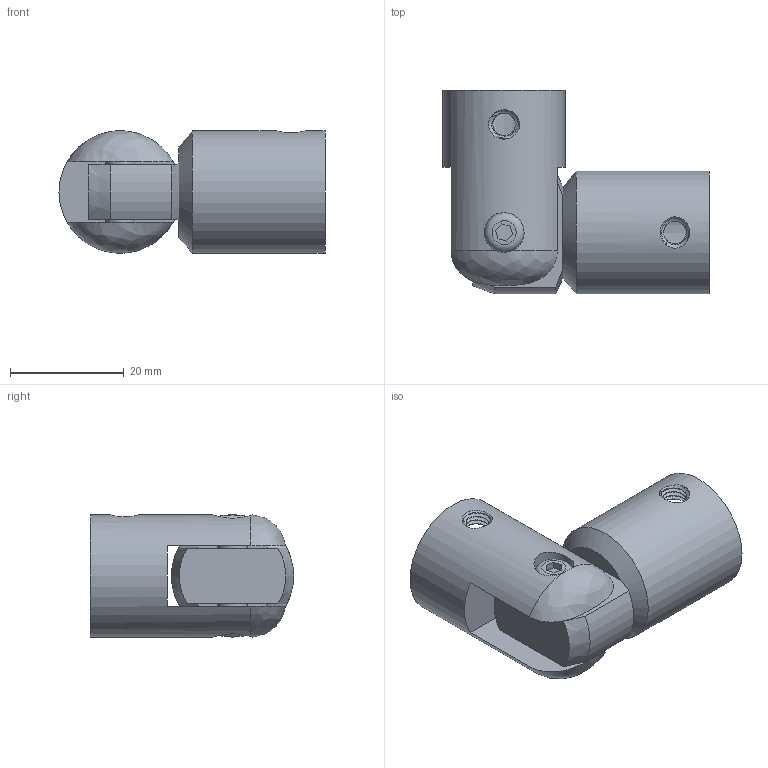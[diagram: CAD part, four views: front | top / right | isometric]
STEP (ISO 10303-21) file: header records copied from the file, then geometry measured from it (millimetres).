
FILE_DESCRIPTION(/* description */ (''),/* implementation_level */ '2;1');
FILE_NAME(/* name */ 'Traversenhalter_X205.stp',/* time_stamp */ '2017-08-11T12:34:03+02:00',/* author */ (''),/* organization */ (''),/* preprocessor_version */ 'ST-DEVELOPER v16',/* originating_system */ 'SIEMENS PLM Software NX 11.0',/* authorisation */ '');
FILE_SCHEMA (('AUTOMOTIVE_DESIGN { 1 0 10303 214 3 1 1 1 }'));
Length unit declared in the file: millimetre
Products named in the file (1): Goge38A47EB9in11
Bounding box: 46.75 x 35.75 x 21.5 mm (x, y, z)
Volume: 14211.5 mm3; surface area: 8214.8 mm2
Topology: 2 solids, 2 shells, 66 faces, 168 edges, 111 vertices
Faces by surface type: plane 28, cylinder 17, bspline 12, cone 7, torus 2
Full cylindrical faces by diameter (mm): 5.143 x1, 7 x2, 16 x2, 21.5 x2
Entity records: 6471 total; most frequent: CARTESIAN_POINT 5081, ORIENTED_EDGE 286, DIRECTION 222, EDGE_CURVE 143, VERTEX_POINT 101, EDGE_LOOP 92, AXIS2_PLACEMENT_3D 86, ADVANCED_FACE 66
